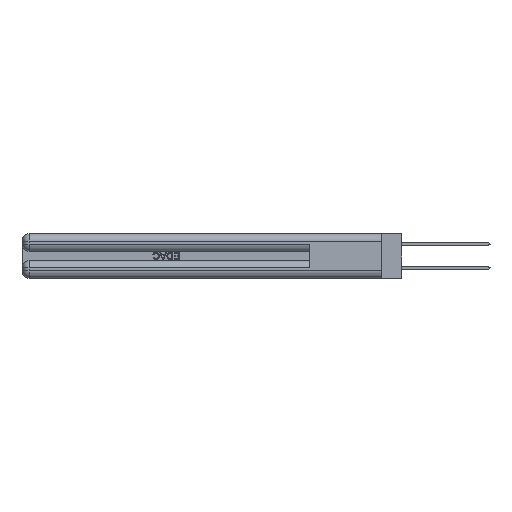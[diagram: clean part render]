
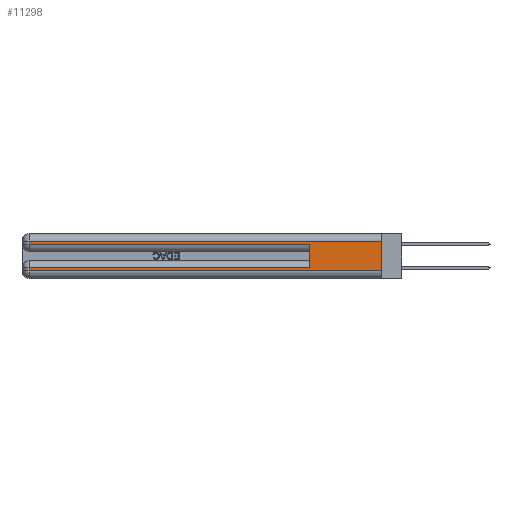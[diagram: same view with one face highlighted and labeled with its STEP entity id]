
A CAD part, left-side view. The second image highlights one B-rep face of the part: STEP entity #11298.
In plain terms, the highlighted planar face has unit normal (-1, 0, 0).
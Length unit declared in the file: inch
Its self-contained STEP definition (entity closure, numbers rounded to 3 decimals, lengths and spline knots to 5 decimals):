
#687 = CARTESIAN_POINT ( 'NONE',  ( 0., 2.94, 0.37 ) ) ;
#719 = EDGE_CURVE ( 'NONE', #1757, #21957, #23817, .T. ) ;
#1757 = VERTEX_POINT ( 'NONE', #1907 ) ;
#1907 = CARTESIAN_POINT ( 'NONE',  ( 0., 2.94, 0.06 ) ) ;
#2410 = DIRECTION ( 'NONE',  ( 0., -1., 0. ) ) ;
#4508 = VECTOR ( 'NONE', #10075, 39.37008 ) ;
#5474 = VERTEX_POINT ( 'NONE', #13709 ) ;
#6062 = EDGE_CURVE ( 'NONE', #12226, #5474, #29135, .T. ) ;
#6606 = VECTOR ( 'NONE', #41197, 39.37008 ) ;
#7114 = ORIENTED_EDGE ( 'NONE', *, *, #38201, .T. ) ;
#7869 = DIRECTION ( 'NONE',  ( 0., 0., 1. ) ) ;
#8157 = CARTESIAN_POINT ( 'NONE',  ( 0., 0., 0.085 ) ) ;
#8275 = VECTOR ( 'NONE', #12193, 39.37008 ) ;
#8328 = CARTESIAN_POINT ( 'NONE',  ( 0., 0., 0.37 ) ) ;
#10075 = DIRECTION ( 'NONE',  ( 0., 0., -1. ) ) ;
#10221 = CARTESIAN_POINT ( 'NONE',  ( 0., 2.94, 0.37 ) ) ;
#10569 = VERTEX_POINT ( 'NONE', #34989 ) ;
#11298 = ADVANCED_FACE ( 'NONE', ( #12841 ), #21205, .F. ) ;
#11637 = DIRECTION ( 'NONE',  ( 0., 0., -1. ) ) ;
#12193 = DIRECTION ( 'NONE',  ( 0., 1., 0. ) ) ;
#12226 = VERTEX_POINT ( 'NONE', #25296 ) ;
#12798 = CARTESIAN_POINT ( 'NONE',  ( 0., 0., 0.37 ) ) ;
#12841 = FACE_OUTER_BOUND ( 'NONE', #31200, .T. ) ;
#13454 = EDGE_CURVE ( 'NONE', #5474, #29993, #28728, .T. ) ;
#13709 = CARTESIAN_POINT ( 'NONE',  ( 0., 2.94, 0.285 ) ) ;
#13788 = ORIENTED_EDGE ( 'NONE', *, *, #16954, .F. ) ;
#15007 = VECTOR ( 'NONE', #7869, 39.37008 ) ;
#15448 = CARTESIAN_POINT ( 'NONE',  ( 0., 0., 0.31 ) ) ;
#15892 = CARTESIAN_POINT ( 'NONE',  ( 0., 0., 0.31 ) ) ;
#16047 = DIRECTION ( 'NONE',  ( 0., 0., -1. ) ) ;
#16954 = EDGE_CURVE ( 'NONE', #37998, #29993, #23523, .T. ) ;
#17666 = CARTESIAN_POINT ( 'NONE',  ( 0., 0.6, 0.145 ) ) ;
#17961 = DIRECTION ( 'NONE',  ( 0., 1., 0. ) ) ;
#18286 = VECTOR ( 'NONE', #26429, 39.37008 ) ;
#18560 = EDGE_CURVE ( 'NONE', #29491, #12226, #18942, .T. ) ;
#18862 = EDGE_CURVE ( 'NONE', #37998, #10569, #22919, .T. ) ;
#18893 = AXIS2_PLACEMENT_3D ( 'NONE', #8328, #30786, #11637 ) ;
#18942 = LINE ( 'NONE', #15448, #8275 ) ;
#19697 = CARTESIAN_POINT ( 'NONE',  ( 0., 0., 0.06 ) ) ;
#21205 = PLANE ( 'NONE',  #18893 ) ;
#21752 = CARTESIAN_POINT ( 'NONE',  ( 0., 0., 0.285 ) ) ;
#21957 = VERTEX_POINT ( 'NONE', #19697 ) ;
#22919 = LINE ( 'NONE', #8157, #29352 ) ;
#23316 = ORIENTED_EDGE ( 'NONE', *, *, #18862, .T. ) ;
#23523 = LINE ( 'NONE', #17666, #15007 ) ;
#23817 = LINE ( 'NONE', #25351, #6606 ) ;
#24119 = VECTOR ( 'NONE', #16047, 39.37008 ) ;
#25099 = LINE ( 'NONE', #12798, #24119 ) ;
#25296 = CARTESIAN_POINT ( 'NONE',  ( 0., 2.94, 0.31 ) ) ;
#25351 = CARTESIAN_POINT ( 'NONE',  ( 0., 0., 0.06 ) ) ;
#26429 = DIRECTION ( 'NONE',  ( 0., 0., -1. ) ) ;
#26749 = LINE ( 'NONE', #687, #18286 ) ;
#27757 = ORIENTED_EDGE ( 'NONE', *, *, #18560, .T. ) ;
#28728 = LINE ( 'NONE', #21752, #37145 ) ;
#29135 = LINE ( 'NONE', #10221, #4508 ) ;
#29352 = VECTOR ( 'NONE', #17961, 39.37008 ) ;
#29491 = VERTEX_POINT ( 'NONE', #15892 ) ;
#29751 = ORIENTED_EDGE ( 'NONE', *, *, #6062, .T. ) ;
#29993 = VERTEX_POINT ( 'NONE', #37522 ) ;
#30786 = DIRECTION ( 'NONE',  ( 1., 0., 0. ) ) ;
#31200 = EDGE_LOOP ( 'NONE', ( #35182, #27757, #29751, #38117, #13788, #23316, #7114, #35692 ) ) ;
#31357 = EDGE_CURVE ( 'NONE', #29491, #21957, #25099, .T. ) ;
#31600 = CARTESIAN_POINT ( 'NONE',  ( 0., 0.6, 0.085 ) ) ;
#34989 = CARTESIAN_POINT ( 'NONE',  ( 0., 2.94, 0.085 ) ) ;
#35182 = ORIENTED_EDGE ( 'NONE', *, *, #31357, .F. ) ;
#35692 = ORIENTED_EDGE ( 'NONE', *, *, #719, .T. ) ;
#37145 = VECTOR ( 'NONE', #2410, 39.37008 ) ;
#37522 = CARTESIAN_POINT ( 'NONE',  ( 0., 0.6, 0.285 ) ) ;
#37998 = VERTEX_POINT ( 'NONE', #31600 ) ;
#38117 = ORIENTED_EDGE ( 'NONE', *, *, #13454, .T. ) ;
#38201 = EDGE_CURVE ( 'NONE', #10569, #1757, #26749, .T. ) ;
#41197 = DIRECTION ( 'NONE',  ( 0., -1., 0. ) ) ;
